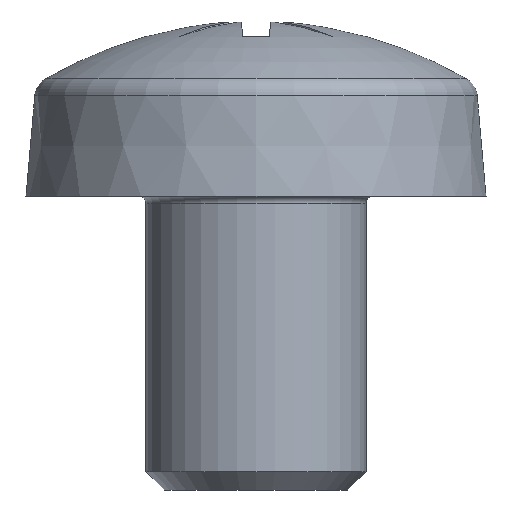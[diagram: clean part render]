
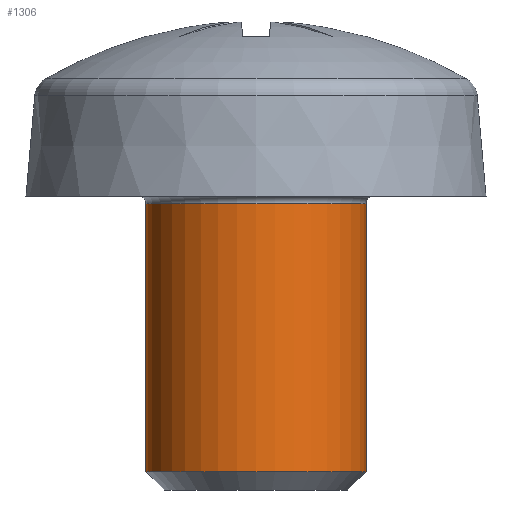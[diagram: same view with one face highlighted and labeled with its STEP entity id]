
A CAD part, front view. The second image highlights one B-rep face of the part: STEP entity #1306.
In plain terms, the highlighted cylindrical face has radius 1.5 mm (diameter 3 mm), a partial arc.
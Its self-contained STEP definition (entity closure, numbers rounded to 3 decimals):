
#20 = EDGE_CURVE ( 'NONE', #810, #1815, #919, .T. ) ;
#130 = CIRCLE ( 'NONE', #1773, 1.5 ) ;
#134 = CYLINDRICAL_SURFACE ( 'NONE', #984, 1.5 ) ;
#168 = CARTESIAN_POINT ( 'NONE',  ( -1.5, 0., -6.15 ) ) ;
#172 = VECTOR ( 'NONE', #222, 1000. ) ;
#222 = DIRECTION ( 'NONE',  ( 0., 0., 1. ) ) ;
#247 = ORIENTED_EDGE ( 'NONE', *, *, #622, .T. ) ;
#394 = VERTEX_POINT ( 'NONE', #1594 ) ;
#429 = CARTESIAN_POINT ( 'NONE',  ( 1.5, 0., 0. ) ) ;
#453 = DIRECTION ( 'NONE',  ( 1., 0., 0. ) ) ;
#520 = EDGE_CURVE ( 'NONE', #1815, #1700, #1203, .T. ) ;
#611 = ORIENTED_EDGE ( 'NONE', *, *, #1660, .T. ) ;
#622 = EDGE_CURVE ( 'NONE', #394, #1700, #875, .T. ) ;
#623 = DIRECTION ( 'NONE',  ( 0., 0., 1. ) ) ;
#753 = DIRECTION ( 'NONE',  ( 0., 0., 1. ) ) ;
#780 = CARTESIAN_POINT ( 'NONE',  ( 0., 0., 0. ) ) ;
#787 = CARTESIAN_POINT ( 'NONE',  ( -1.5, 0., -2.5 ) ) ;
#797 = DIRECTION ( 'NONE',  ( 1., 0., 0. ) ) ;
#810 = VERTEX_POINT ( 'NONE', #168 ) ;
#870 = CARTESIAN_POINT ( 'NONE',  ( 1.5, 0., -2.5 ) ) ;
#875 = LINE ( 'NONE', #429, #917 ) ;
#895 = DIRECTION ( 'NONE',  ( 0., 0., 1. ) ) ;
#912 = CARTESIAN_POINT ( 'NONE',  ( 0., 0., -6.15 ) ) ;
#917 = VECTOR ( 'NONE', #895, 1000. ) ;
#919 = LINE ( 'NONE', #1852, #172 ) ;
#984 = AXIS2_PLACEMENT_3D ( 'NONE', #780, #623, #797 ) ;
#1099 = AXIS2_PLACEMENT_3D ( 'NONE', #1312, #1924, #1177 ) ;
#1161 = FACE_OUTER_BOUND ( 'NONE', #1511, .T. ) ;
#1162 = ORIENTED_EDGE ( 'NONE', *, *, #520, .F. ) ;
#1177 = DIRECTION ( 'NONE',  ( 1., 0., 0. ) ) ;
#1203 = CIRCLE ( 'NONE', #1099, 1.5 ) ;
#1306 = ADVANCED_FACE ( 'NONE', ( #1161 ), #134, .T. ) ;
#1312 = CARTESIAN_POINT ( 'NONE',  ( 0., 0., -2.5 ) ) ;
#1348 = ORIENTED_EDGE ( 'NONE', *, *, #20, .F. ) ;
#1511 = EDGE_LOOP ( 'NONE', ( #1348, #611, #247, #1162 ) ) ;
#1594 = CARTESIAN_POINT ( 'NONE',  ( 1.5, 0., -6.15 ) ) ;
#1660 = EDGE_CURVE ( 'NONE', #810, #394, #130, .T. ) ;
#1700 = VERTEX_POINT ( 'NONE', #870 ) ;
#1773 = AXIS2_PLACEMENT_3D ( 'NONE', #912, #753, #453 ) ;
#1815 = VERTEX_POINT ( 'NONE', #787 ) ;
#1852 = CARTESIAN_POINT ( 'NONE',  ( -1.5, 0., 0. ) ) ;
#1924 = DIRECTION ( 'NONE',  ( 0., 0., 1. ) ) ;
